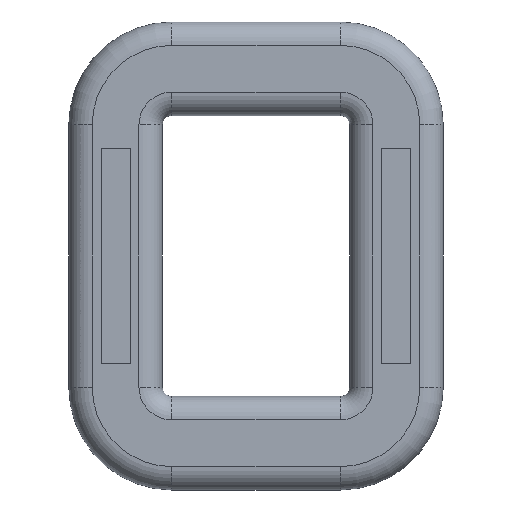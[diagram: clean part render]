
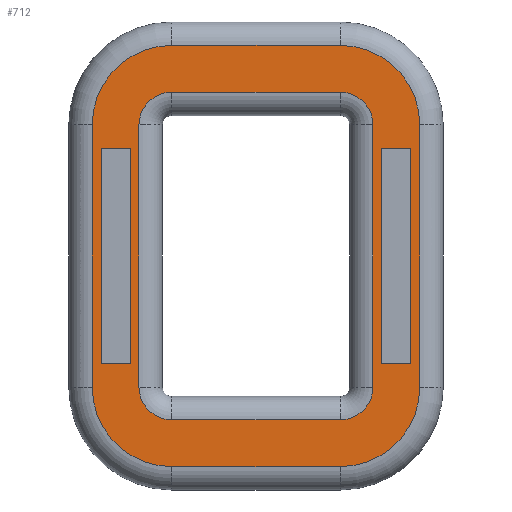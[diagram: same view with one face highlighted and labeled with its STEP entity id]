
A CAD part, front view. The second image highlights one B-rep face of the part: STEP entity #712.
In plain terms, the highlighted planar face has unit normal (0, -1, 0).
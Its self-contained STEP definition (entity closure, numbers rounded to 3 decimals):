
#44=CIRCLE('',#770,3.5);
#45=CIRCLE('',#771,3.5);
#46=CIRCLE('',#772,3.5);
#47=CIRCLE('',#773,3.5);
#48=CIRCLE('',#774,8.5);
#49=CIRCLE('',#775,8.5);
#50=CIRCLE('',#776,8.5);
#51=CIRCLE('',#777,8.5);
#116=ORIENTED_EDGE('',*,*,#324,.F.);
#117=ORIENTED_EDGE('',*,*,#325,.F.);
#118=ORIENTED_EDGE('',*,*,#326,.F.);
#119=ORIENTED_EDGE('',*,*,#327,.F.);
#120=ORIENTED_EDGE('',*,*,#328,.F.);
#121=ORIENTED_EDGE('',*,*,#329,.F.);
#122=ORIENTED_EDGE('',*,*,#330,.F.);
#123=ORIENTED_EDGE('',*,*,#331,.F.);
#124=ORIENTED_EDGE('',*,*,#332,.T.);
#125=ORIENTED_EDGE('',*,*,#333,.T.);
#126=ORIENTED_EDGE('',*,*,#334,.T.);
#127=ORIENTED_EDGE('',*,*,#335,.T.);
#128=ORIENTED_EDGE('',*,*,#336,.T.);
#129=ORIENTED_EDGE('',*,*,#337,.T.);
#130=ORIENTED_EDGE('',*,*,#338,.T.);
#131=ORIENTED_EDGE('',*,*,#339,.T.);
#132=ORIENTED_EDGE('',*,*,#340,.T.);
#133=ORIENTED_EDGE('',*,*,#341,.T.);
#134=ORIENTED_EDGE('',*,*,#342,.T.);
#135=ORIENTED_EDGE('',*,*,#343,.T.);
#136=ORIENTED_EDGE('',*,*,#344,.T.);
#137=ORIENTED_EDGE('',*,*,#345,.T.);
#138=ORIENTED_EDGE('',*,*,#346,.T.);
#139=ORIENTED_EDGE('',*,*,#347,.T.);
#324=EDGE_CURVE('',#428,#429,#492,.T.);
#325=EDGE_CURVE('',#430,#428,#493,.T.);
#326=EDGE_CURVE('',#431,#430,#494,.T.);
#327=EDGE_CURVE('',#429,#431,#495,.T.);
#328=EDGE_CURVE('',#432,#433,#496,.T.);
#329=EDGE_CURVE('',#434,#432,#497,.T.);
#330=EDGE_CURVE('',#435,#434,#498,.T.);
#331=EDGE_CURVE('',#433,#435,#499,.T.);
#332=EDGE_CURVE('',#436,#437,#500,.F.);
#333=EDGE_CURVE('',#437,#438,#44,.F.);
#334=EDGE_CURVE('',#438,#439,#501,.F.);
#335=EDGE_CURVE('',#439,#440,#45,.F.);
#336=EDGE_CURVE('',#440,#441,#502,.F.);
#337=EDGE_CURVE('',#441,#442,#46,.F.);
#338=EDGE_CURVE('',#442,#443,#503,.F.);
#339=EDGE_CURVE('',#443,#436,#47,.F.);
#340=EDGE_CURVE('',#444,#445,#504,.T.);
#341=EDGE_CURVE('',#445,#446,#48,.T.);
#342=EDGE_CURVE('',#446,#447,#505,.T.);
#343=EDGE_CURVE('',#447,#448,#49,.T.);
#344=EDGE_CURVE('',#448,#449,#506,.T.);
#345=EDGE_CURVE('',#449,#450,#50,.T.);
#346=EDGE_CURVE('',#450,#451,#507,.T.);
#347=EDGE_CURVE('',#451,#444,#51,.T.);
#428=VERTEX_POINT('',#1154);
#429=VERTEX_POINT('',#1155);
#430=VERTEX_POINT('',#1157);
#431=VERTEX_POINT('',#1159);
#432=VERTEX_POINT('',#1162);
#433=VERTEX_POINT('',#1163);
#434=VERTEX_POINT('',#1165);
#435=VERTEX_POINT('',#1167);
#436=VERTEX_POINT('',#1170);
#437=VERTEX_POINT('',#1171);
#438=VERTEX_POINT('',#1173);
#439=VERTEX_POINT('',#1175);
#440=VERTEX_POINT('',#1177);
#441=VERTEX_POINT('',#1179);
#442=VERTEX_POINT('',#1181);
#443=VERTEX_POINT('',#1183);
#444=VERTEX_POINT('',#1186);
#445=VERTEX_POINT('',#1187);
#446=VERTEX_POINT('',#1189);
#447=VERTEX_POINT('',#1191);
#448=VERTEX_POINT('',#1193);
#449=VERTEX_POINT('',#1195);
#450=VERTEX_POINT('',#1197);
#451=VERTEX_POINT('',#1199);
#492=LINE('',#1153,#556);
#493=LINE('',#1156,#557);
#494=LINE('',#1158,#558);
#495=LINE('',#1160,#559);
#496=LINE('',#1161,#560);
#497=LINE('',#1164,#561);
#498=LINE('',#1166,#562);
#499=LINE('',#1168,#563);
#500=LINE('',#1169,#564);
#501=LINE('',#1174,#565);
#502=LINE('',#1178,#566);
#503=LINE('',#1182,#567);
#504=LINE('',#1185,#568);
#505=LINE('',#1190,#569);
#506=LINE('',#1194,#570);
#507=LINE('',#1198,#571);
#556=VECTOR('',#897,1000.);
#557=VECTOR('',#898,1000.);
#558=VECTOR('',#899,1000.);
#559=VECTOR('',#900,1000.);
#560=VECTOR('',#901,1000.);
#561=VECTOR('',#902,1000.);
#562=VECTOR('',#903,1000.);
#563=VECTOR('',#904,1000.);
#564=VECTOR('',#905,1000.);
#565=VECTOR('',#908,1000.);
#566=VECTOR('',#911,1000.);
#567=VECTOR('',#914,1000.);
#568=VECTOR('',#917,1000.);
#569=VECTOR('',#920,1000.);
#570=VECTOR('',#923,1000.);
#571=VECTOR('',#926,1000.);
#596=EDGE_LOOP('',(#116,#117,#118,#119));
#597=EDGE_LOOP('',(#120,#121,#122,#123));
#598=EDGE_LOOP('',(#124,#125,#126,#127,#128,#129,#130,#131));
#599=EDGE_LOOP('',(#132,#133,#134,#135,#136,#137,#138,#139));
#644=FACE_BOUND('',#596,.T.);
#645=FACE_BOUND('',#597,.T.);
#646=FACE_BOUND('',#598,.T.);
#647=FACE_BOUND('',#599,.T.);
#692=PLANE('',#769);
#712=ADVANCED_FACE('',(#644,#645,#646,#647),#692,.T.);
#769=AXIS2_PLACEMENT_3D('',#1152,#895,#896);
#770=AXIS2_PLACEMENT_3D('',#1172,#906,#907);
#771=AXIS2_PLACEMENT_3D('',#1176,#909,#910);
#772=AXIS2_PLACEMENT_3D('',#1180,#912,#913);
#773=AXIS2_PLACEMENT_3D('',#1184,#915,#916);
#774=AXIS2_PLACEMENT_3D('',#1188,#918,#919);
#775=AXIS2_PLACEMENT_3D('',#1192,#921,#922);
#776=AXIS2_PLACEMENT_3D('',#1196,#924,#925);
#777=AXIS2_PLACEMENT_3D('',#1200,#927,#928);
#895=DIRECTION('',(0.,-1.,0.));
#896=DIRECTION('',(0.,0.,-1.));
#897=DIRECTION('',(0.,0.,-1.));
#898=DIRECTION('',(-1.,0.,0.));
#899=DIRECTION('',(0.,0.,1.));
#900=DIRECTION('',(1.,0.,0.));
#901=DIRECTION('',(0.,0.,-1.));
#902=DIRECTION('',(-1.,0.,0.));
#903=DIRECTION('',(0.,0.,1.));
#904=DIRECTION('',(1.,0.,0.));
#905=DIRECTION('',(-1.,0.,0.));
#906=DIRECTION('',(0.,-1.,0.));
#907=DIRECTION('',(0.,0.,-1.));
#908=DIRECTION('',(0.,0.,1.));
#909=DIRECTION('',(0.,-1.,0.));
#910=DIRECTION('',(0.,0.,-1.));
#911=DIRECTION('',(1.,0.,0.));
#912=DIRECTION('',(0.,-1.,0.));
#913=DIRECTION('',(0.,0.,-1.));
#914=DIRECTION('',(0.,0.,-1.));
#915=DIRECTION('',(0.,-1.,0.));
#916=DIRECTION('',(0.,0.,-1.));
#917=DIRECTION('',(1.,0.,0.));
#918=DIRECTION('',(0.,-1.,0.));
#919=DIRECTION('',(0.,0.,-1.));
#920=DIRECTION('',(0.,0.,1.));
#921=DIRECTION('',(0.,-1.,0.));
#922=DIRECTION('',(0.,0.,-1.));
#923=DIRECTION('',(-1.,0.,0.));
#924=DIRECTION('',(0.,-1.,0.));
#925=DIRECTION('',(0.,0.,-1.));
#926=DIRECTION('',(0.,0.,-1.));
#927=DIRECTION('',(0.,-1.,0.));
#928=DIRECTION('',(0.,0.,-1.));
#1152=CARTESIAN_POINT('',(0.,-5.,0.));
#1153=CARTESIAN_POINT('',(13.45,-5.,11.5));
#1154=CARTESIAN_POINT('',(13.45,-5.,11.5));
#1155=CARTESIAN_POINT('',(13.45,-5.,-11.5));
#1156=CARTESIAN_POINT('',(16.55,-5.,11.5));
#1157=CARTESIAN_POINT('',(16.55,-5.,11.5));
#1158=CARTESIAN_POINT('',(16.55,-5.,-11.5));
#1159=CARTESIAN_POINT('',(16.55,-5.,-11.5));
#1160=CARTESIAN_POINT('',(13.45,-5.,-11.5));
#1161=CARTESIAN_POINT('',(-16.55,-5.,11.5));
#1162=CARTESIAN_POINT('',(-16.55,-5.,11.5));
#1163=CARTESIAN_POINT('',(-16.55,-5.,-11.5));
#1164=CARTESIAN_POINT('',(-13.45,-5.,11.5));
#1165=CARTESIAN_POINT('',(-13.45,-5.,11.5));
#1166=CARTESIAN_POINT('',(-13.45,-5.,-11.5));
#1167=CARTESIAN_POINT('',(-13.45,-5.,-11.5));
#1168=CARTESIAN_POINT('',(-16.55,-5.,-11.5));
#1169=CARTESIAN_POINT('',(0.,-5.,17.5));
#1170=CARTESIAN_POINT('',(-9.,-5.,17.5));
#1171=CARTESIAN_POINT('',(9.,-5.,17.5));
#1172=CARTESIAN_POINT('',(9.,-5.,14.));
#1173=CARTESIAN_POINT('',(12.5,-5.,14.));
#1174=CARTESIAN_POINT('',(12.5,-5.,0.));
#1175=CARTESIAN_POINT('',(12.5,-5.,-14.));
#1176=CARTESIAN_POINT('',(9.,-5.,-14.));
#1177=CARTESIAN_POINT('',(9.,-5.,-17.5));
#1178=CARTESIAN_POINT('',(0.,-5.,-17.5));
#1179=CARTESIAN_POINT('',(-9.,-5.,-17.5));
#1180=CARTESIAN_POINT('',(-9.,-5.,-14.));
#1181=CARTESIAN_POINT('',(-12.5,-5.,-14.));
#1182=CARTESIAN_POINT('',(-12.5,-5.,0.));
#1183=CARTESIAN_POINT('',(-12.5,-5.,14.));
#1184=CARTESIAN_POINT('',(-9.,-5.,14.));
#1185=CARTESIAN_POINT('',(9.,-5.,-22.5));
#1186=CARTESIAN_POINT('',(-9.,-5.,-22.5));
#1187=CARTESIAN_POINT('',(9.,-5.,-22.5));
#1188=CARTESIAN_POINT('',(9.,-5.,-14.));
#1189=CARTESIAN_POINT('',(17.5,-5.,-14.));
#1190=CARTESIAN_POINT('',(17.5,-5.,14.));
#1191=CARTESIAN_POINT('',(17.5,-5.,14.));
#1192=CARTESIAN_POINT('',(9.,-5.,14.));
#1193=CARTESIAN_POINT('',(9.,-5.,22.5));
#1194=CARTESIAN_POINT('',(-9.,-5.,22.5));
#1195=CARTESIAN_POINT('',(-9.,-5.,22.5));
#1196=CARTESIAN_POINT('',(-9.,-5.,14.));
#1197=CARTESIAN_POINT('',(-17.5,-5.,14.));
#1198=CARTESIAN_POINT('',(-17.5,-5.,-14.));
#1199=CARTESIAN_POINT('',(-17.5,-5.,-14.));
#1200=CARTESIAN_POINT('',(-9.,-5.,-14.));
